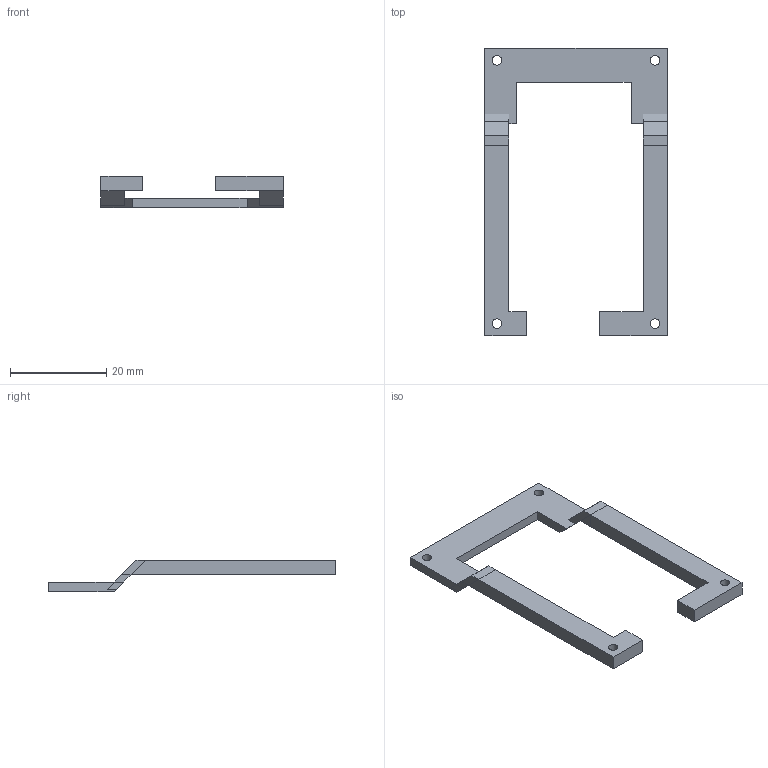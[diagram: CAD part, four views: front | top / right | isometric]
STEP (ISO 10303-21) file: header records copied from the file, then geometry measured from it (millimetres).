
FILE_DESCRIPTION(('FreeCAD Model'),'2;1');
FILE_NAME( 'a_p.step', '2020-10-18T22:52:00',('Author'),(''), 'Open CASCADE STEP processor 7.4','FreeCAD','Unknown');
FILE_SCHEMA(('AUTOMOTIVE_DESIGN { 1 0 10303 214 1 1 1 1 }'));
Length unit declared in the file: millimetre
Products named in the file (1): Pocket004
Bounding box: 37.94 x 59.78 x 6.5 mm (x, y, z)
Volume: 2230.9 mm3; surface area: 2708.6 mm2
Topology: 1 solids, 1 shells, 48 faces, 120 edges, 74 vertices
Faces by surface type: plane 44, cylinder 4
Full cylindrical faces by diameter (mm): 2 x4
Entity records: 2967 total; most frequent: CARTESIAN_POINT 555, DIRECTION 424, LINE 308, VECTOR 308, ORIENTED_EDGE 240, PCURVE 240, DEFINITIONAL_REPRESENTATION 240, EDGE_CURVE 120
